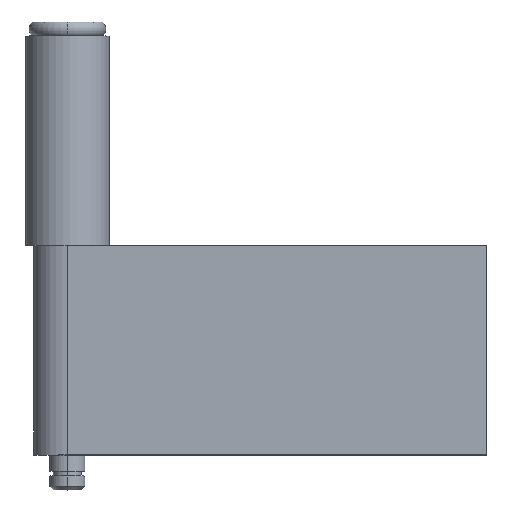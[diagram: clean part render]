
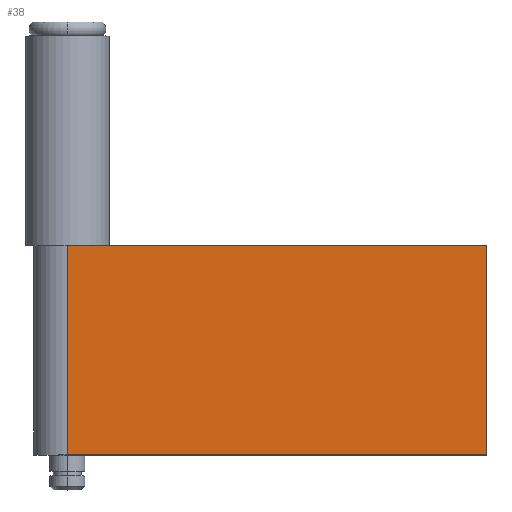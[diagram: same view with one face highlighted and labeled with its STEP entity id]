
A CAD part, top view. The second image highlights one B-rep face of the part: STEP entity #38.
In plain terms, the highlighted face is planar.
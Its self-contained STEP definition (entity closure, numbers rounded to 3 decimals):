
#19 = EDGE_LOOP ( 'NONE', ( #177, #167, #128, #106 ) ) ;
#22 = VERTEX_POINT ( 'NONE', #187 ) ;
#38 = ADVANCED_FACE ( 'NONE', ( #218 ), #216, .T. ) ;
#55 = EDGE_CURVE ( 'NONE', #22, #72, #253, .T. ) ;
#72 = VERTEX_POINT ( 'NONE', #274 ) ;
#106 = ORIENTED_EDGE ( 'NONE', *, *, #55, .T. ) ;
#124 = VERTEX_POINT ( 'NONE', #372 ) ;
#128 = ORIENTED_EDGE ( 'NONE', *, *, #211, .T. ) ;
#166 = EDGE_CURVE ( 'NONE', #124, #178, #342, .T. ) ;
#167 = ORIENTED_EDGE ( 'NONE', *, *, #166, .F. ) ;
#177 = ORIENTED_EDGE ( 'NONE', *, *, #212, .F. ) ;
#178 = VERTEX_POINT ( 'NONE', #551 ) ;
#187 = CARTESIAN_POINT ( 'NONE',  ( 0., 4.85, -30. ) ) ;
#211 = EDGE_CURVE ( 'NONE', #124, #22, #540, .T. ) ;
#212 = EDGE_CURVE ( 'NONE', #178, #72, #433, .T. ) ;
#213 = DIRECTION ( 'NONE',  ( 0., 1., 0. ) ) ;
#214 = CARTESIAN_POINT ( 'NONE',  ( 0., 4.85, -30. ) ) ;
#215 = AXIS2_PLACEMENT_3D ( 'NONE', #214, #213, #273 ) ;
#216 = PLANE ( 'NONE',  #215 ) ;
#218 = FACE_OUTER_BOUND ( 'NONE', #19, .T. ) ;
#250 = DIRECTION ( 'NONE',  ( 0., 0., 1. ) ) ;
#251 = VECTOR ( 'NONE', #250, 1000. ) ;
#252 = CARTESIAN_POINT ( 'NONE',  ( 0., 4.85, -30. ) ) ;
#253 = LINE ( 'NONE', #252, #251 ) ;
#273 = DIRECTION ( 'NONE',  ( 0., 0., 1. ) ) ;
#274 = CARTESIAN_POINT ( 'NONE',  ( 0., 4.85, 0. ) ) ;
#339 = DIRECTION ( 'NONE',  ( 0., 0., 1. ) ) ;
#340 = VECTOR ( 'NONE', #339, 1000. ) ;
#341 = CARTESIAN_POINT ( 'NONE',  ( 60., 4.85, -30. ) ) ;
#342 = LINE ( 'NONE', #341, #340 ) ;
#372 = CARTESIAN_POINT ( 'NONE',  ( 60., 4.85, -30. ) ) ;
#430 = DIRECTION ( 'NONE',  ( -1., 0., 0. ) ) ;
#431 = VECTOR ( 'NONE', #430, 1000. ) ;
#432 = CARTESIAN_POINT ( 'NONE',  ( 0., 4.85, 0. ) ) ;
#433 = LINE ( 'NONE', #432, #431 ) ;
#434 = DIRECTION ( 'NONE',  ( -1., 0., 0. ) ) ;
#435 = VECTOR ( 'NONE', #434, 1000. ) ;
#539 = CARTESIAN_POINT ( 'NONE',  ( 0., 4.85, -30. ) ) ;
#540 = LINE ( 'NONE', #539, #435 ) ;
#551 = CARTESIAN_POINT ( 'NONE',  ( 60., 4.85, 0. ) ) ;
